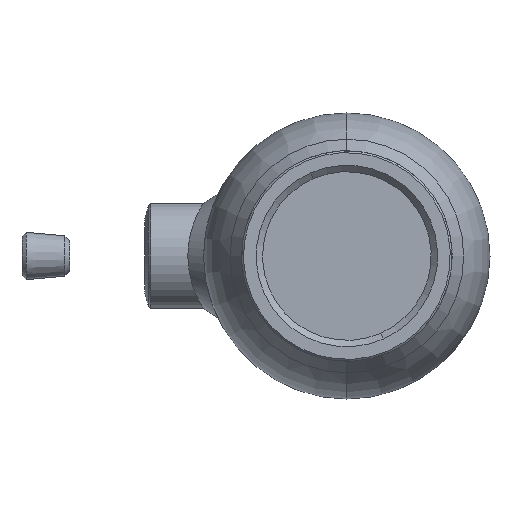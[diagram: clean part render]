
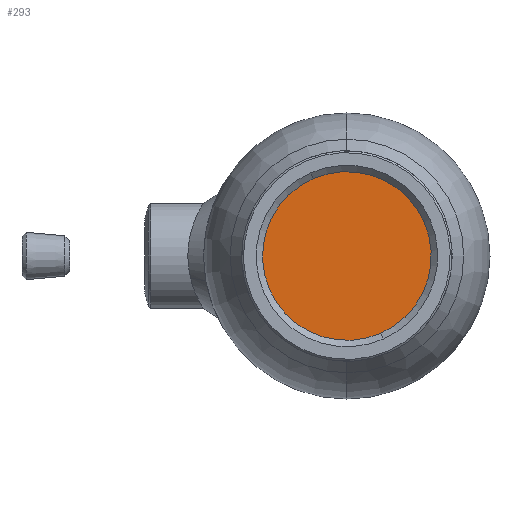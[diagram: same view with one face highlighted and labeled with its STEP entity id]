
A CAD part, left-side view. The second image highlights one B-rep face of the part: STEP entity #293.
In plain terms, the highlighted planar face has unit normal (-1, 0, 0).
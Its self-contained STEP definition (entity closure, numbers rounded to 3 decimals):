
#292 = EDGE_LOOP ( 'NONE', ( #294, #298 ) ) ;
#293 = ADVANCED_FACE ( 'NONE', ( #2995 ), #3141, .T. ) ;
#294 = ORIENTED_EDGE ( 'NONE', *, *, #295, .F. ) ;
#295 = EDGE_CURVE ( 'NONE', #296, #297, #3140, .T. ) ;
#296 = VERTEX_POINT ( 'NONE', #3131 ) ;
#297 = VERTEX_POINT ( 'NONE', #3130 ) ;
#298 = ORIENTED_EDGE ( 'NONE', *, *, #369, .F. ) ;
#369 = EDGE_CURVE ( 'NONE', #297, #296, #3072, .T. ) ;
#2520 = CARTESIAN_POINT ( 'NONE',  ( -47.5, 0., 0. ) ) ;
#2521 = AXIS2_PLACEMENT_3D ( 'NONE', #2520, #3228, #3173 ) ;
#2995 = FACE_OUTER_BOUND ( 'NONE', #292, .T. ) ;
#3072 = CIRCLE ( 'NONE', #2521, 26.718 ) ;
#3130 = CARTESIAN_POINT ( 'NONE',  ( -47.5, 0., 26.718 ) ) ;
#3131 = CARTESIAN_POINT ( 'NONE',  ( -47.5, 0., -26.718 ) ) ;
#3132 = DIRECTION ( 'NONE',  ( 0., 0., -1. ) ) ;
#3133 = DIRECTION ( 'NONE',  ( 1., 0., 0. ) ) ;
#3134 = CARTESIAN_POINT ( 'NONE',  ( -47.5, 0., 0. ) ) ;
#3135 = AXIS2_PLACEMENT_3D ( 'NONE', #3134, #3133, #3132 ) ;
#3136 = DIRECTION ( 'NONE',  ( 0., 0., 1. ) ) ;
#3137 = DIRECTION ( 'NONE',  ( -1., 0., 0. ) ) ;
#3138 = CARTESIAN_POINT ( 'NONE',  ( -47.5, 0., 0. ) ) ;
#3139 = AXIS2_PLACEMENT_3D ( 'NONE', #3138, #3137, #3136 ) ;
#3140 = CIRCLE ( 'NONE', #3135, 26.718 ) ;
#3141 = PLANE ( 'NONE',  #3139 ) ;
#3173 = DIRECTION ( 'NONE',  ( 0., 0., -1. ) ) ;
#3228 = DIRECTION ( 'NONE',  ( 1., 0., 0. ) ) ;
